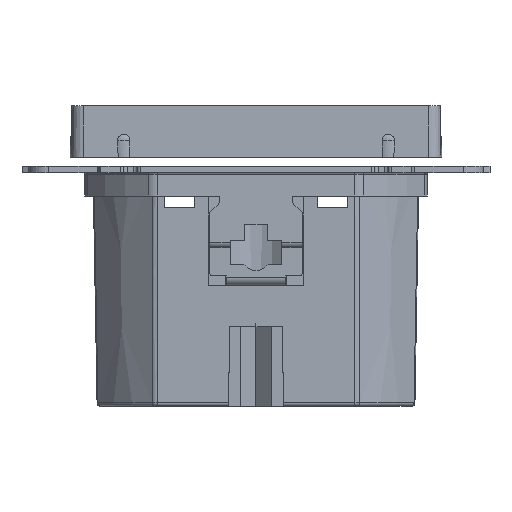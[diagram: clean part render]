
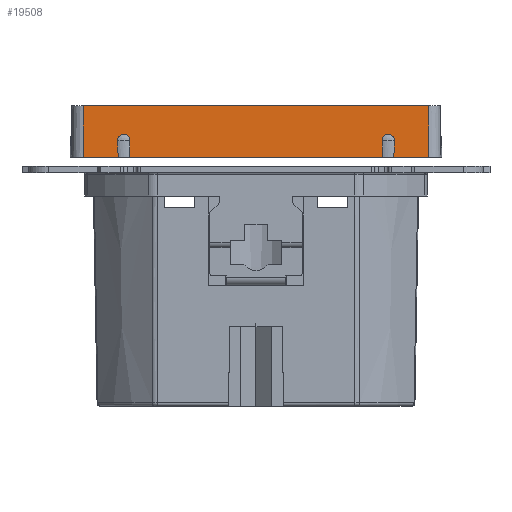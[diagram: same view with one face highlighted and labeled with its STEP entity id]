
A CAD part, left-side view. The second image highlights one B-rep face of the part: STEP entity #19508.
In plain terms, the highlighted planar face has unit normal (-1, 0, 0.012).
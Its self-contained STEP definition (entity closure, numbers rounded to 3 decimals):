
#389 = ORIENTED_EDGE ( 'NONE', *, *, #13807, .T. ) ;
#814 = VERTEX_POINT ( 'NONE', #27726 ) ;
#1270 = DIRECTION ( 'NONE',  ( 0., -1., 0. ) ) ;
#1381 = CARTESIAN_POINT ( 'NONE',  ( -447.919, 20.933, 0.031 ) ) ;
#1609 = CARTESIAN_POINT ( 'NONE',  ( -447.95, 19.147, -2.469 ) ) ;
#1614 = LINE ( 'NONE', #17297, #19597 ) ;
#1826 = DIRECTION ( 'NONE',  ( 0., -1., 0. ) ) ;
#2123 = DIRECTION ( 'NONE',  ( 1., 0., -0.012 ) ) ;
#2299 = CARTESIAN_POINT ( 'NONE',  ( -447.95, 20.853, -2.469 ) ) ;
#2359 = VERTEX_POINT ( 'NONE', #12491 ) ;
#2847 = VECTOR ( 'NONE', #1270, 1000. ) ;
#3010 = VERTEX_POINT ( 'NONE', #13194 ) ;
#3144 = ORIENTED_EDGE ( 'NONE', *, *, #24182, .T. ) ;
#3341 = CARTESIAN_POINT ( 'NONE',  ( -447.95, 19.147, -2.469 ) ) ;
#3353 = VECTOR ( 'NONE', #8902, 1000. ) ;
#3375 = AXIS2_PLACEMENT_3D ( 'NONE', #13371, #28321, #6541 ) ;
#3880 = CARTESIAN_POINT ( 'NONE',  ( -447.95, -20.853, -2.469 ) ) ;
#3952 = CARTESIAN_POINT ( 'NONE',  ( -447.919, -19.067, 0.031 ) ) ;
#4352 = CARTESIAN_POINT ( 'NONE',  ( -447.94, -19.12, -1.673 ) ) ;
#5322 = VERTEX_POINT ( 'NONE', #1609 ) ;
#5347 = AXIS2_PLACEMENT_3D ( 'NONE', #13421, #28530, #21853 ) ;
#5812 =( BOUNDED_CURVE ( )  B_SPLINE_CURVE ( 3, ( #16839, #25695, #23384, #3341 ),
 .UNSPECIFIED., .F., .T. ) 
 B_SPLINE_CURVE_WITH_KNOTS ( ( 4, 4 ),
 ( 2.759, 2.793 ),
 .UNSPECIFIED. ) 
 CURVE ( )  GEOMETRIC_REPRESENTATION_ITEM ( )  RATIONAL_B_SPLINE_CURVE ( ( 1., 1., 1., 1. ) ) 
 REPRESENTATION_ITEM ( '' )  );
#6041 = FACE_OUTER_BOUND ( 'NONE', #6336, .T. ) ;
#6090 = CARTESIAN_POINT ( 'NONE',  ( -447.95, -20.853, -2.469 ) ) ;
#6336 = EDGE_LOOP ( 'NONE', ( #6714, #14173, #3144, #14157, #8731, #15723, #16923, #16740, #8214, #7068, #21350, #389 ) ) ;
#6541 = DIRECTION ( 'NONE',  ( 0.012, 0., 1. ) ) ;
#6714 = ORIENTED_EDGE ( 'NONE', *, *, #9866, .F. ) ;
#7068 = ORIENTED_EDGE ( 'NONE', *, *, #25666, .F. ) ;
#7639 = CIRCLE ( 'NONE', #5347, 0.934 ) ;
#7730 = VECTOR ( 'NONE', #19240, 1000. ) ;
#8214 = ORIENTED_EDGE ( 'NONE', *, *, #12698, .F. ) ;
#8340 = EDGE_CURVE ( 'NONE', #16031, #13249, #9686, .T. ) ;
#8557 = CARTESIAN_POINT ( 'NONE',  ( -447.93, -19.093, -0.839 ) ) ;
#8731 = ORIENTED_EDGE ( 'NONE', *, *, #18699, .F. ) ;
#8902 = DIRECTION ( 'NONE',  ( 0.012, 0., 1. ) ) ;
#9006 = CARTESIAN_POINT ( 'NONE',  ( -447.95, -26.1, -2.469 ) ) ;
#9412 = LINE ( 'NONE', #20173, #19327 ) ;
#9686 = LINE ( 'NONE', #14192, #14047 ) ;
#9836 = CARTESIAN_POINT ( 'NONE',  ( -447.854, -26.1, 5.331 ) ) ;
#9846 = CIRCLE ( 'NONE', #3375, 0.934 ) ;
#9866 = EDGE_CURVE ( 'NONE', #814, #3010, #7639, .T. ) ;
#10562 = EDGE_CURVE ( 'NONE', #814, #5322, #5812, .T. ) ;
#10795 = EDGE_CURVE ( 'NONE', #20436, #23242, #17694, .T. ) ;
#11091 = CARTESIAN_POINT ( 'NONE',  ( -447.95, 26.1, -2.469 ) ) ;
#11306 = CARTESIAN_POINT ( 'NONE',  ( -447.854, 26.1, 5.331 ) ) ;
#12019 = DIRECTION ( 'NONE',  ( 0.012, 0., 1. ) ) ;
#12126 = EDGE_CURVE ( 'NONE', #23242, #16031, #9412, .T. ) ;
#12491 = CARTESIAN_POINT ( 'NONE',  ( -447.95, -19.147, -2.469 ) ) ;
#12698 = EDGE_CURVE ( 'NONE', #20408, #13249, #26056, .T. ) ;
#12861 = CARTESIAN_POINT ( 'NONE',  ( -447.95, 20.853, -2.469 ) ) ;
#13194 = CARTESIAN_POINT ( 'NONE',  ( -447.919, 20.933, 0.031 ) ) ;
#13249 = VERTEX_POINT ( 'NONE', #9836 ) ;
#13371 = CARTESIAN_POINT ( 'NONE',  ( -447.919, -20., 0.06 ) ) ;
#13421 = CARTESIAN_POINT ( 'NONE',  ( -447.919, 20., 0.06 ) ) ;
#13625 = CARTESIAN_POINT ( 'NONE',  ( -447.919, -20.933, 0.031 ) ) ;
#13807 = EDGE_CURVE ( 'NONE', #26684, #3010, #18791, .T. ) ;
#14047 = VECTOR ( 'NONE', #12019, 1000. ) ;
#14157 = ORIENTED_EDGE ( 'NONE', *, *, #23990, .T. ) ;
#14173 = ORIENTED_EDGE ( 'NONE', *, *, #10562, .T. ) ;
#14192 = CARTESIAN_POINT ( 'NONE',  ( -447.95, -26.1, -2.469 ) ) ;
#14552 = AXIS2_PLACEMENT_3D ( 'NONE', #23753, #2123, #1826 ) ;
#14775 = CARTESIAN_POINT ( 'NONE',  ( -447.95, -12., -2.469 ) ) ;
#15244 = CARTESIAN_POINT ( 'NONE',  ( -447.919, -19.067, 0.031 ) ) ;
#15530 = CARTESIAN_POINT ( 'NONE',  ( -447.95, -19.147, -2.469 ) ) ;
#15723 = ORIENTED_EDGE ( 'NONE', *, *, #10795, .T. ) ;
#16031 = VERTEX_POINT ( 'NONE', #9006 ) ;
#16740 = ORIENTED_EDGE ( 'NONE', *, *, #8340, .T. ) ;
#16839 = CARTESIAN_POINT ( 'NONE',  ( -447.919, 19.067, 0.031 ) ) ;
#16923 = ORIENTED_EDGE ( 'NONE', *, *, #12126, .T. ) ;
#17297 = CARTESIAN_POINT ( 'NONE',  ( -447.95, -12., -2.469 ) ) ;
#17694 =( BOUNDED_CURVE ( )  B_SPLINE_CURVE ( 3, ( #25976, #19307, #26414, #6090 ),
 .UNSPECIFIED., .F., .F. ) 
 B_SPLINE_CURVE_WITH_KNOTS ( ( 4, 4 ),
 ( 2.759, 2.793 ),
 .UNSPECIFIED. ) 
 CURVE ( )  GEOMETRIC_REPRESENTATION_ITEM ( )  RATIONAL_B_SPLINE_CURVE ( ( 1., 1., 1., 1. ) ) 
 REPRESENTATION_ITEM ( '' )  );
#18283 = DIRECTION ( 'NONE',  ( 0., -1., 0. ) ) ;
#18699 = EDGE_CURVE ( 'NONE', #20436, #22454, #9846, .T. ) ;
#18791 =( BOUNDED_CURVE ( )  B_SPLINE_CURVE ( 3, ( #12861, #27813, #25629, #1381 ),
 .UNSPECIFIED., .F., .F. ) 
 B_SPLINE_CURVE_WITH_KNOTS ( ( 4, 4 ),
 ( 3.49, 3.524 ),
 .UNSPECIFIED. ) 
 CURVE ( )  GEOMETRIC_REPRESENTATION_ITEM ( )  RATIONAL_B_SPLINE_CURVE ( ( 1., 1., 1., 1. ) ) 
 REPRESENTATION_ITEM ( '' )  );
#19240 = DIRECTION ( 'NONE',  ( 0., -1., 0. ) ) ;
#19307 = CARTESIAN_POINT ( 'NONE',  ( -447.93, -20.907, -0.839 ) ) ;
#19327 = VECTOR ( 'NONE', #18283, 1000. ) ;
#19508 = ADVANCED_FACE ( 'NONE', ( #6041 ), #23904, .F. ) ;
#19597 = VECTOR ( 'NONE', #26302, 1000. ) ;
#19673 = CARTESIAN_POINT ( 'NONE',  ( -447.854, -12., 5.331 ) ) ;
#20173 = CARTESIAN_POINT ( 'NONE',  ( -447.95, -12., -2.469 ) ) ;
#20408 = VERTEX_POINT ( 'NONE', #11306 ) ;
#20436 = VERTEX_POINT ( 'NONE', #13625 ) ;
#21350 = ORIENTED_EDGE ( 'NONE', *, *, #26028, .T. ) ;
#21853 = DIRECTION ( 'NONE',  ( 0.012, 0., 1. ) ) ;
#22454 = VERTEX_POINT ( 'NONE', #3952 ) ;
#23242 = VERTEX_POINT ( 'NONE', #3880 ) ;
#23376 = CARTESIAN_POINT ( 'NONE',  ( -447.95, 26.1, -2.469 ) ) ;
#23384 = CARTESIAN_POINT ( 'NONE',  ( -447.94, 19.12, -1.673 ) ) ;
#23753 = CARTESIAN_POINT ( 'NONE',  ( -447.85, -26.1, 5.681 ) ) ;
#23904 = PLANE ( 'NONE',  #14552 ) ;
#23932 = VERTEX_POINT ( 'NONE', #23376 ) ;
#23990 = EDGE_CURVE ( 'NONE', #2359, #22454, #24387, .T. ) ;
#24020 = LINE ( 'NONE', #11091, #3353 ) ;
#24182 = EDGE_CURVE ( 'NONE', #5322, #2359, #27987, .T. ) ;
#24387 =( BOUNDED_CURVE ( )  B_SPLINE_CURVE ( 3, ( #15530, #4352, #8557, #15244 ),
 .UNSPECIFIED., .F., .T. ) 
 B_SPLINE_CURVE_WITH_KNOTS ( ( 4, 4 ),
 ( 3.49, 3.524 ),
 .UNSPECIFIED. ) 
 CURVE ( )  GEOMETRIC_REPRESENTATION_ITEM ( )  RATIONAL_B_SPLINE_CURVE ( ( 1., 1., 1., 1. ) ) 
 REPRESENTATION_ITEM ( '' )  );
#25629 = CARTESIAN_POINT ( 'NONE',  ( -447.93, 20.907, -0.839 ) ) ;
#25666 = EDGE_CURVE ( 'NONE', #23932, #20408, #24020, .T. ) ;
#25695 = CARTESIAN_POINT ( 'NONE',  ( -447.93, 19.093, -0.839 ) ) ;
#25976 = CARTESIAN_POINT ( 'NONE',  ( -447.919, -20.933, 0.031 ) ) ;
#26028 = EDGE_CURVE ( 'NONE', #23932, #26684, #1614, .T. ) ;
#26056 = LINE ( 'NONE', #19673, #7730 ) ;
#26302 = DIRECTION ( 'NONE',  ( 0., -1., 0. ) ) ;
#26414 = CARTESIAN_POINT ( 'NONE',  ( -447.94, -20.88, -1.673 ) ) ;
#26684 = VERTEX_POINT ( 'NONE', #2299 ) ;
#27726 = CARTESIAN_POINT ( 'NONE',  ( -447.919, 19.067, 0.031 ) ) ;
#27813 = CARTESIAN_POINT ( 'NONE',  ( -447.94, 20.88, -1.673 ) ) ;
#27987 = LINE ( 'NONE', #14775, #2847 ) ;
#28321 = DIRECTION ( 'NONE',  ( -1., 0., 0.012 ) ) ;
#28530 = DIRECTION ( 'NONE',  ( -1., 0., 0.012 ) ) ;
